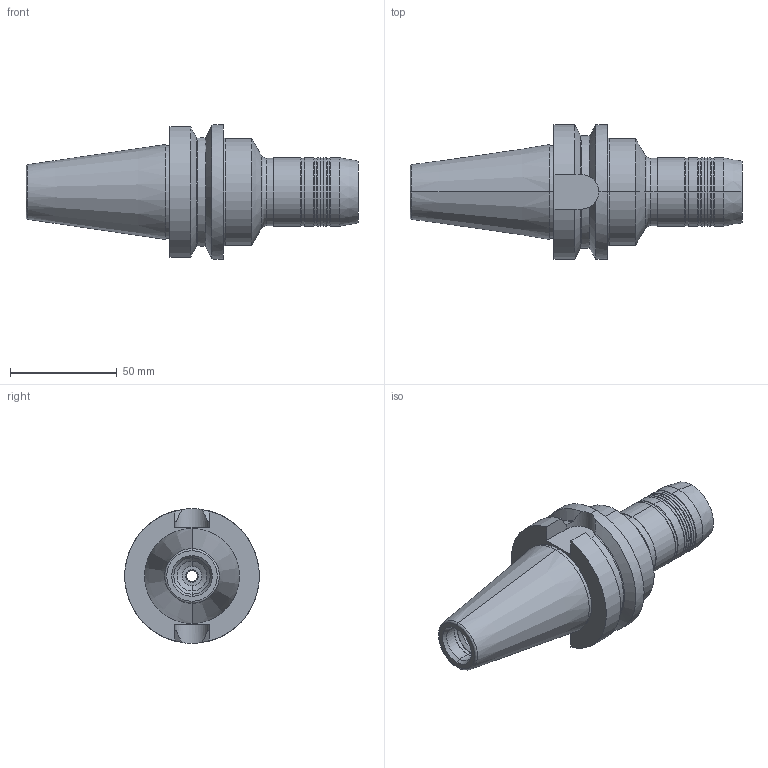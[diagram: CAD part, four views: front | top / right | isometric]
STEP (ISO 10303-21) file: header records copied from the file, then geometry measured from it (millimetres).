
FILE_DESCRIPTION (( 'STEP AP214' ), '1' );
FILE_NAME ('06.12.2018_39.05.043.004.STEP', '2018-12-06T12:48:57', ( '' ), ( '' ), 'SwSTEP 2.0', 'SolidWorks 2014', '' );
FILE_SCHEMA (( 'AUTOMOTIVE_DESIGN' ));
Length unit declared in the file: millimetre
Products named in the file (1): 06.12.2018_39.05.043.004
Bounding box: 155.4 x 63 x 63 mm (x, y, z)
Volume: 182078.2 mm3; surface area: 33263.2 mm2
Topology: 3 solids, 3 shells, 221 faces, 487 edges, 280 vertices
Faces by surface type: cylinder 68, plane 68, cone 67, torus 18
Entity records: 8766 total; most frequent: CARTESIAN_POINT 1420, DIRECTION 1079, ORIENTED_EDGE 966, EDGE_CURVE 483, AXIS2_PLACEMENT_3D 435, VERTEX_POINT 280, EDGE_LOOP 237, UNCERTAINTY_MEASURE_WITH_UNIT 226
